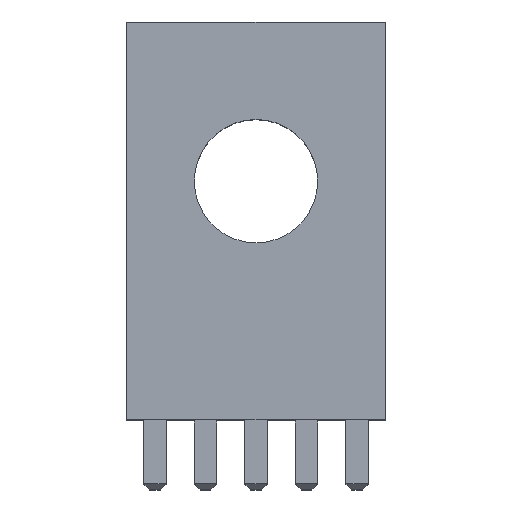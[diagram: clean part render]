
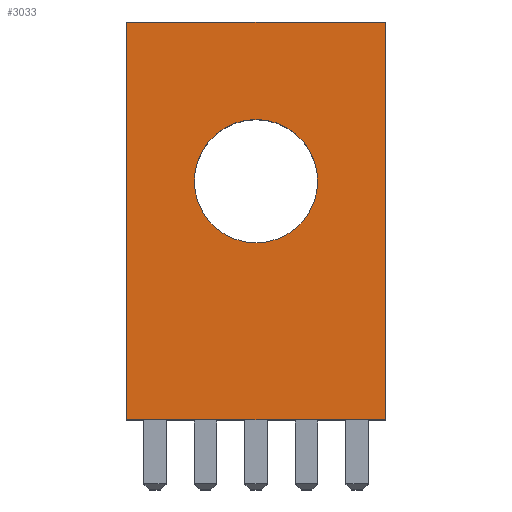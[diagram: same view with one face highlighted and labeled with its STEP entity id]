
A CAD part, top view. The second image highlights one B-rep face of the part: STEP entity #3033.
In plain terms, the highlighted planar face has unit normal (0, 0, 1).
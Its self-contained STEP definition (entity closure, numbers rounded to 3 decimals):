
#64 = ORIENTED_EDGE ( 'NONE', *, *, #5503, .T. ) ;
#115 = EDGE_CURVE ( 'NONE', #2001, #4614, #1783, .T. ) ;
#567 = PLANE ( 'NONE',  #629 ) ;
#629 = AXIS2_PLACEMENT_3D ( 'NONE', #4953, #3289, #1629 ) ;
#665 = VECTOR ( 'NONE', #2180, 1000. ) ;
#698 = CARTESIAN_POINT ( 'NONE',  ( -6.5, 0., 6.5 ) ) ;
#742 = DIRECTION ( 'NONE',  ( 0., 0., 1. ) ) ;
#1035 = FACE_BOUND ( 'NONE', #5425, .T. ) ;
#1057 = CARTESIAN_POINT ( 'NONE',  ( 6.5, 20., 6.5 ) ) ;
#1412 = CIRCLE ( 'NONE', #6363, 3.1 ) ;
#1563 = AXIS2_PLACEMENT_3D ( 'NONE', #4169, #6952, #6327 ) ;
#1629 = DIRECTION ( 'NONE',  ( -1., 0., 0. ) ) ;
#1691 = LINE ( 'NONE', #698, #5427 ) ;
#1783 = LINE ( 'NONE', #6850, #2312 ) ;
#1915 = DIRECTION ( 'NONE',  ( 0., -1., 0. ) ) ;
#1963 = VERTEX_POINT ( 'NONE', #7169 ) ;
#2001 = VERTEX_POINT ( 'NONE', #1057 ) ;
#2144 = LINE ( 'NONE', #3836, #665 ) ;
#2180 = DIRECTION ( 'NONE',  ( 1., 0., 0. ) ) ;
#2289 = ORIENTED_EDGE ( 'NONE', *, *, #115, .F. ) ;
#2312 = VECTOR ( 'NONE', #1915, 1000. ) ;
#2345 = CARTESIAN_POINT ( 'NONE',  ( -6.5, 3., 6.5 ) ) ;
#2371 = DIRECTION ( 'NONE',  ( 0., -1., 0. ) ) ;
#2831 = CIRCLE ( 'NONE', #1563, 3.1 ) ;
#3033 = ADVANCED_FACE ( 'NONE', ( #1035, #3270 ), #567, .F. ) ;
#3270 = FACE_OUTER_BOUND ( 'NONE', #5762, .T. ) ;
#3289 = DIRECTION ( 'NONE',  ( 0., 0., -1. ) ) ;
#3590 = ORIENTED_EDGE ( 'NONE', *, *, #4765, .T. ) ;
#3700 = CARTESIAN_POINT ( 'NONE',  ( 3.1, 12., 6.5 ) ) ;
#3836 = CARTESIAN_POINT ( 'NONE',  ( -6.5, 20., 6.5 ) ) ;
#3966 = ORIENTED_EDGE ( 'NONE', *, *, #4411, .F. ) ;
#4016 = LINE ( 'NONE', #2345, #6373 ) ;
#4045 = CARTESIAN_POINT ( 'NONE',  ( 0., 12., 6.5 ) ) ;
#4133 = EDGE_CURVE ( 'NONE', #5290, #1963, #2831, .T. ) ;
#4169 = CARTESIAN_POINT ( 'NONE',  ( 0., 12., 6.5 ) ) ;
#4179 = ORIENTED_EDGE ( 'NONE', *, *, #6249, .F. ) ;
#4376 = ORIENTED_EDGE ( 'NONE', *, *, #4133, .F. ) ;
#4411 = EDGE_CURVE ( 'NONE', #5911, #2001, #2144, .T. ) ;
#4614 = VERTEX_POINT ( 'NONE', #5564 ) ;
#4765 = EDGE_CURVE ( 'NONE', #6078, #4614, #1691, .T. ) ;
#4953 = CARTESIAN_POINT ( 'NONE',  ( -6.5, 3., 6.5 ) ) ;
#5126 = DIRECTION ( 'NONE',  ( 1., 0., 0. ) ) ;
#5170 = DIRECTION ( 'NONE',  ( 1., 0., 0. ) ) ;
#5290 = VERTEX_POINT ( 'NONE', #3700 ) ;
#5425 = EDGE_LOOP ( 'NONE', ( #4376, #4179 ) ) ;
#5427 = VECTOR ( 'NONE', #5126, 1000. ) ;
#5503 = EDGE_CURVE ( 'NONE', #5911, #6078, #4016, .T. ) ;
#5564 = CARTESIAN_POINT ( 'NONE',  ( 6.5, 0., 6.5 ) ) ;
#5629 = CARTESIAN_POINT ( 'NONE',  ( -6.5, 0., 6.5 ) ) ;
#5762 = EDGE_LOOP ( 'NONE', ( #3590, #2289, #3966, #64 ) ) ;
#5911 = VERTEX_POINT ( 'NONE', #6170 ) ;
#6078 = VERTEX_POINT ( 'NONE', #5629 ) ;
#6170 = CARTESIAN_POINT ( 'NONE',  ( -6.5, 20., 6.5 ) ) ;
#6249 = EDGE_CURVE ( 'NONE', #1963, #5290, #1412, .T. ) ;
#6327 = DIRECTION ( 'NONE',  ( 1., 0., 0. ) ) ;
#6363 = AXIS2_PLACEMENT_3D ( 'NONE', #4045, #742, #5170 ) ;
#6373 = VECTOR ( 'NONE', #2371, 1000. ) ;
#6850 = CARTESIAN_POINT ( 'NONE',  ( 6.5, 3., 6.5 ) ) ;
#6952 = DIRECTION ( 'NONE',  ( 0., 0., 1. ) ) ;
#7169 = CARTESIAN_POINT ( 'NONE',  ( -3.1, 12., 6.5 ) ) ;
